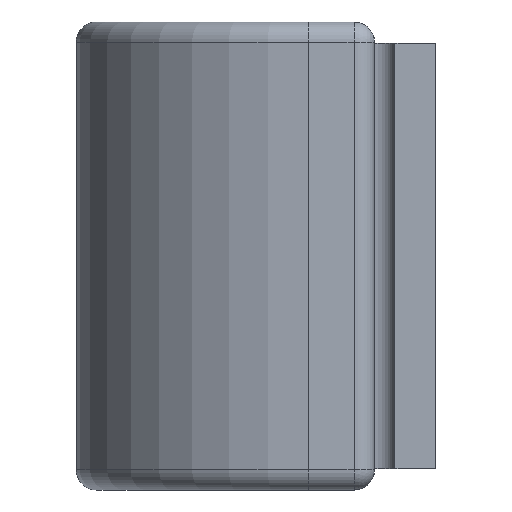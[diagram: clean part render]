
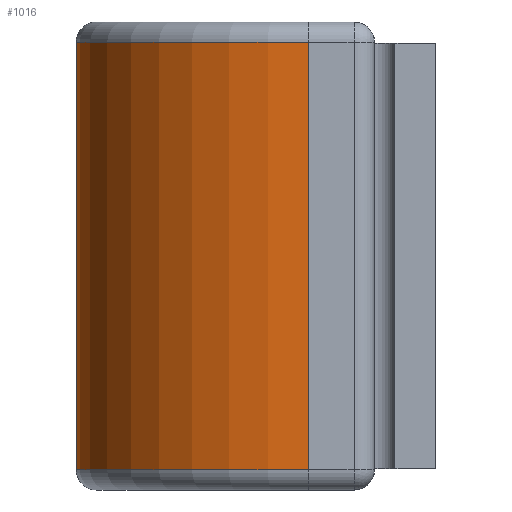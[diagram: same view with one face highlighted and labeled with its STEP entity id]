
A CAD part, left-side view. The second image highlights one B-rep face of the part: STEP entity #1016.
In plain terms, the highlighted cylindrical face has radius 8.661 mm (diameter 17.323 mm), a partial arc.
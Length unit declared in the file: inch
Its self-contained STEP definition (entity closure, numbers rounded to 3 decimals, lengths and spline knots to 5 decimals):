
#54 = VECTOR ( 'NONE', #1400, 39.37008 ) ;
#61 = AXIS2_PLACEMENT_3D ( 'NONE', #1892, #811, #832 ) ;
#77 = LINE ( 'NONE', #1944, #1654 ) ;
#113 = VERTEX_POINT ( 'NONE', #703 ) ;
#118 = LINE ( 'NONE', #1861, #54 ) ;
#131 = EDGE_CURVE ( 'NONE', #1792, #1625, #931, .T. ) ;
#175 = ORIENTED_EDGE ( 'NONE', *, *, #131, .T. ) ;
#184 = ORIENTED_EDGE ( 'NONE', *, *, #545, .F. ) ;
#194 = CIRCLE ( 'NONE', #1402, 0.341 ) ;
#267 = DIRECTION ( 'NONE',  ( 0., 0., 1. ) ) ;
#366 = AXIS2_PLACEMENT_3D ( 'NONE', #1333, #1573, #1563 ) ;
#372 = DIRECTION ( 'NONE',  ( 0., 0., 1. ) ) ;
#525 = FACE_OUTER_BOUND ( 'NONE', #1034, .T. ) ;
#545 = EDGE_CURVE ( 'NONE', #1211, #113, #194, .T. ) ;
#624 = CARTESIAN_POINT ( 'NONE',  ( 0.721, 0.18725, -0.31375 ) ) ;
#703 = CARTESIAN_POINT ( 'NONE',  ( 0.721, 0.18725, 0.31375 ) ) ;
#741 = CYLINDRICAL_SURFACE ( 'NONE', #61, 0.341 ) ;
#744 = EDGE_CURVE ( 'NONE', #1625, #113, #77, .T. ) ;
#811 = DIRECTION ( 'NONE',  ( 0., 0., 1. ) ) ;
#832 = DIRECTION ( 'NONE',  ( 1., 0., 0. ) ) ;
#931 = CIRCLE ( 'NONE', #366, 0.341 ) ;
#1016 = ADVANCED_FACE ( 'NONE', ( #525 ), #741, .T. ) ;
#1034 = EDGE_LOOP ( 'NONE', ( #1710, #175, #1570, #184 ) ) ;
#1211 = VERTEX_POINT ( 'NONE', #1659 ) ;
#1280 = CARTESIAN_POINT ( 'NONE',  ( 1.062, 0.18725, 0.31375 ) ) ;
#1333 = CARTESIAN_POINT ( 'NONE',  ( 1.062, 0.18725, -0.31375 ) ) ;
#1400 = DIRECTION ( 'NONE',  ( 0., 0., 1. ) ) ;
#1402 = AXIS2_PLACEMENT_3D ( 'NONE', #1280, #372, #1434 ) ;
#1433 = CARTESIAN_POINT ( 'NONE',  ( 1.403, 0.18725, -0.31375 ) ) ;
#1434 = DIRECTION ( 'NONE',  ( 1., 0., 0. ) ) ;
#1563 = DIRECTION ( 'NONE',  ( 1., 0., 0. ) ) ;
#1570 = ORIENTED_EDGE ( 'NONE', *, *, #744, .T. ) ;
#1573 = DIRECTION ( 'NONE',  ( 0., 0., 1. ) ) ;
#1625 = VERTEX_POINT ( 'NONE', #624 ) ;
#1654 = VECTOR ( 'NONE', #267, 39.37008 ) ;
#1659 = CARTESIAN_POINT ( 'NONE',  ( 1.403, 0.18725, 0.31375 ) ) ;
#1692 = EDGE_CURVE ( 'NONE', #1792, #1211, #118, .T. ) ;
#1710 = ORIENTED_EDGE ( 'NONE', *, *, #1692, .F. ) ;
#1792 = VERTEX_POINT ( 'NONE', #1433 ) ;
#1861 = CARTESIAN_POINT ( 'NONE',  ( 1.403, 0.18725, -0.31375 ) ) ;
#1892 = CARTESIAN_POINT ( 'NONE',  ( 1.062, 0.18725, 0.3125 ) ) ;
#1944 = CARTESIAN_POINT ( 'NONE',  ( 0.721, 0.18725, -0.31375 ) ) ;
